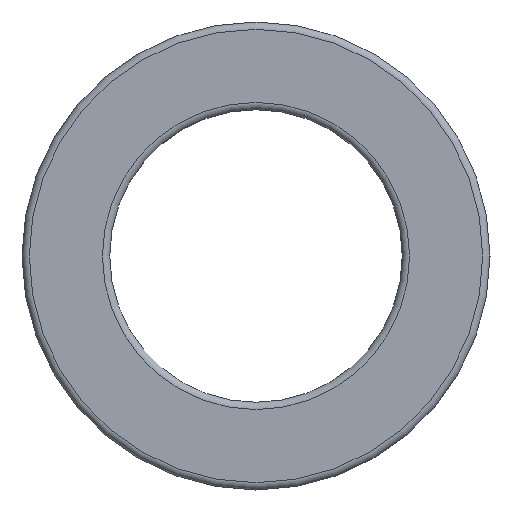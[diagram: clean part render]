
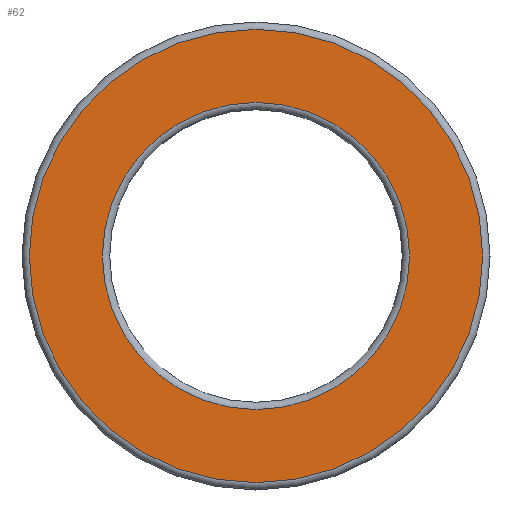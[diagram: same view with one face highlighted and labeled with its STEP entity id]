
A CAD part, left-side view. The second image highlights one B-rep face of the part: STEP entity #62.
In plain terms, the highlighted planar face has unit normal (-1, 0, 0).
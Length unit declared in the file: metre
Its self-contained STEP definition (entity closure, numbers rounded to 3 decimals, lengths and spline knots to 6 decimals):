
#62 = ADVANCED_FACE( '', ( #141, #142 ), #143, .T. );
#141 = FACE_BOUND( '', #244, .T. );
#142 = FACE_OUTER_BOUND( '', #245, .T. );
#143 = PLANE( '', #246 );
#244 = EDGE_LOOP( '', ( #355 ) );
#245 = EDGE_LOOP( '', ( #356 ) );
#246 = AXIS2_PLACEMENT_3D( '', #357, #358, #359 );
#355 = ORIENTED_EDGE( '', *, *, #478, .T. );
#356 = ORIENTED_EDGE( '', *, *, #458, .T. );
#357 = CARTESIAN_POINT( '', ( -0.0225, 0., 0. ) );
#358 = DIRECTION( '', ( -1., 0., 0. ) );
#359 = DIRECTION( '', ( 0., -1., 0. ) );
#458 = EDGE_CURVE( '', #507, #507, #508, .T. );
#478 = EDGE_CURVE( '', #540, #540, #541, .F. );
#507 = VERTEX_POINT( '', #579 );
#508 = CIRCLE( '', #580, 0.0155 );
#540 = VERTEX_POINT( '', #612 );
#541 = CIRCLE( '', #613, 0.0105 );
#579 = CARTESIAN_POINT( '', ( -0.0225, -0.0155, 0. ) );
#580 = AXIS2_PLACEMENT_3D( '', #651, #652, #653 );
#612 = CARTESIAN_POINT( '', ( -0.0225, -0.0105, 0. ) );
#613 = AXIS2_PLACEMENT_3D( '', #690, #691, #692 );
#651 = CARTESIAN_POINT( '', ( -0.0225, 0., 0. ) );
#652 = DIRECTION( '', ( -1., 0., 0. ) );
#653 = DIRECTION( '', ( 0., -1., 0. ) );
#690 = CARTESIAN_POINT( '', ( -0.0225, 0., 0. ) );
#691 = DIRECTION( '', ( -1., 0., 0. ) );
#692 = DIRECTION( '', ( 0., -1., 0. ) );
